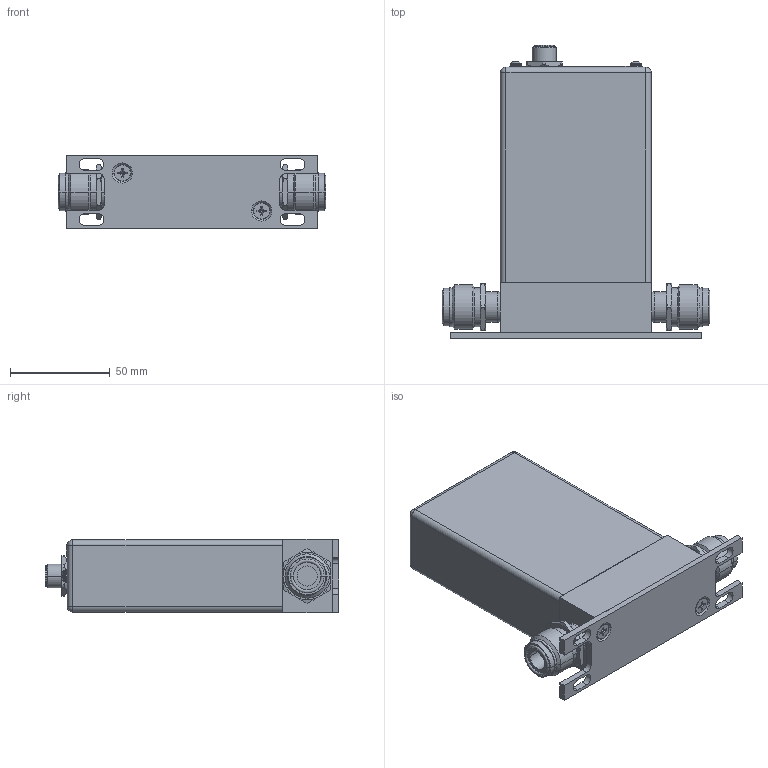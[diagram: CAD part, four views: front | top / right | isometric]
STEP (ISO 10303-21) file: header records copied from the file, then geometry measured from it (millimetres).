
FILE_DESCRIPTION((''),'2;1');
FILE_NAME('GE50A_DNET_8VCR_ASM','2014-09-25T',('cockrofm'),(''),'PRO/ENGINEER BY PARAMETRIC TECHNOLOGY CORPORATION, 2011490','PRO/ENGINEER BY PARAMETRIC TECHNOLOGY CORPORATION, 2011490','');
FILE_SCHEMA(('CONFIG_CONTROL_DESIGN'));
Length unit declared in the file: inch
Products named in the file (13): 118253_DUMMY_OUTLINE_2; 1053145_MOUNTING-PLATE_1; PRT0068; 1051991_FITTING_8VCR_1; ASM0005_ASM; 1042450_ENCLOSURE_1; 1032904_DNET-CONN_1; PRT0069; 133675_DNET_CONN_NUT_1; PRT0070; PRT0071; DNET_8VCR_ASM_1_ASM; GE50A_DNET_8VCR_ASM
Assembly tree (15 placements, depth 4):
  GE50A_DNET_8VCR_ASM
    DNET_8VCR_ASM_1_ASM
      ASM0005_ASM
        118253_DUMMY_OUTLINE_2
        1053145_MOUNTING-PLATE_1
        PRT0068  x2
        1051991_FITTING_8VCR_1  x2
      1042450_ENCLOSURE_1
      1032904_DNET-CONN_1
      PRT0069  x2
      133675_DNET_CONN_NUT_1
      PRT0070
      PRT0071
Bounding box: 134.11 x 147.19 x 36.83 mm (x, y, z)
Volume: 121589.1 mm3; surface area: 85671.5 mm2
Topology: 13 solids, 19 shells, 599 faces, 1452 edges, 916 vertices
Faces by surface type: cylinder 264, plane 205, cone 66, extrusion 40, torus 16, sphere 8
Entity records: 14256 total; most frequent: CARTESIAN_POINT 3222, DIRECTION 2312, ORIENTED_EDGE 2144, EDGE_CURVE 1084, AXIS2_PLACEMENT_3D 880, VERTEX_POINT 722, VECTOR 552, LINE 532
